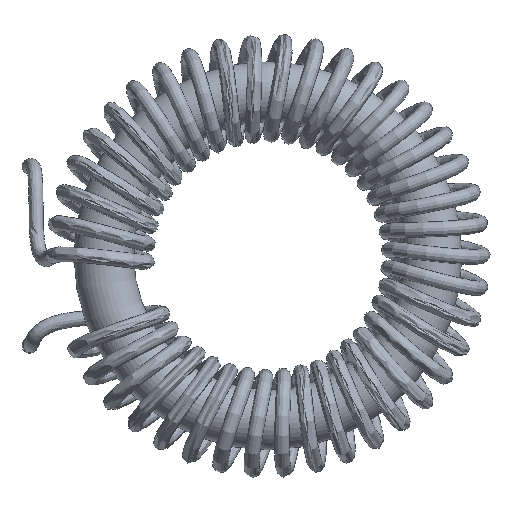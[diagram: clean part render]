
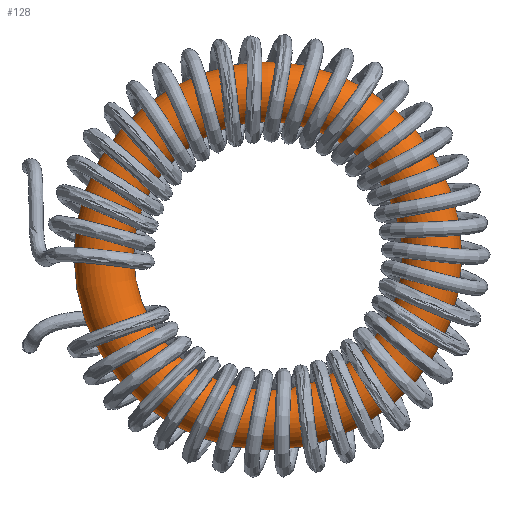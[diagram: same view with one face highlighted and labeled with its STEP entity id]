
A CAD part, top view. The second image highlights one B-rep face of the part: STEP entity #128.
In plain terms, the highlighted toroidal (fillet/blend) face has major radius 5.5 mm and minor radius 1 mm.
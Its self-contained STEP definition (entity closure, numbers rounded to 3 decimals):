
#34=FACE_OUTER_BOUND('',#41,.T.);
#41=EDGE_LOOP('',(#91,#92,#93,#94));
#48=CIRCLE('',#157,1.);
#49=CIRCLE('',#158,4.5);
#59=VERTEX_POINT('',#204);
#73=EDGE_CURVE('',#59,#59,#48,.T.);
#74=EDGE_CURVE('',#59,#59,#49,.T.);
#91=ORIENTED_EDGE('',*,*,#73,.F.);
#92=ORIENTED_EDGE('',*,*,#74,.T.);
#93=ORIENTED_EDGE('',*,*,#73,.T.);
#94=ORIENTED_EDGE('',*,*,#74,.F.);
#123=TOROIDAL_SURFACE('',#156,5.5,1.);
#128=ADVANCED_FACE('',(#34),#123,.T.);
#156=AXIS2_PLACEMENT_3D('',#203,#172,#173);
#157=AXIS2_PLACEMENT_3D('',#205,#174,#175);
#158=AXIS2_PLACEMENT_3D('',#206,#176,#177);
#172=DIRECTION('center_axis',(0.,0.,1.));
#173=DIRECTION('ref_axis',(1.,0.,0.));
#174=DIRECTION('center_axis',(0.,-1.,0.));
#175=DIRECTION('ref_axis',(-1.,0.,0.));
#176=DIRECTION('center_axis',(0.,0.,-1.));
#177=DIRECTION('ref_axis',(1.,0.,0.));
#203=CARTESIAN_POINT('Origin',(0.,0.,0.));
#204=CARTESIAN_POINT('',(-4.5,0.,0.));
#205=CARTESIAN_POINT('Origin',(-5.5,0.,0.));
#206=CARTESIAN_POINT('Origin',(0.,0.,0.));
